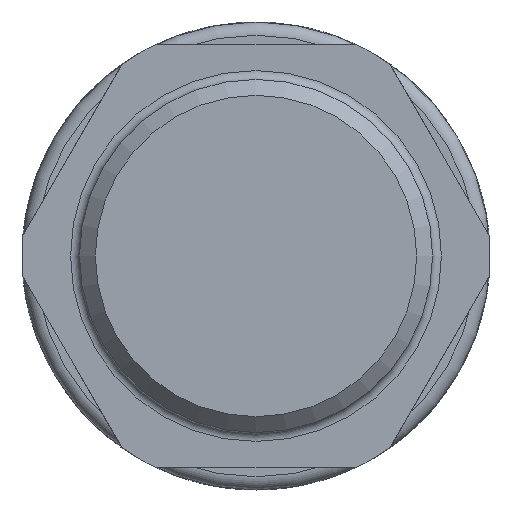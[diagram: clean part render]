
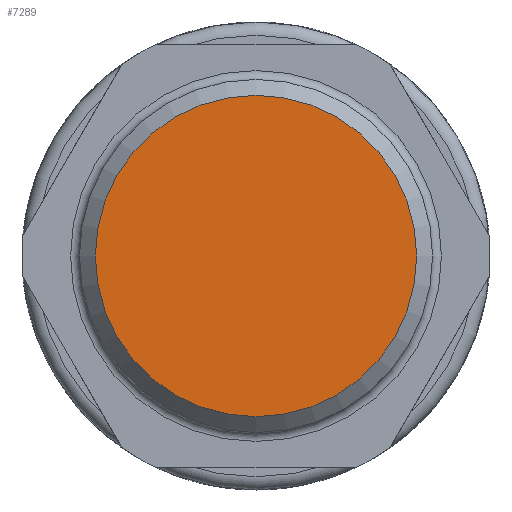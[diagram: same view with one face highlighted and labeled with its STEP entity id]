
A CAD part, left-side view. The second image highlights one B-rep face of the part: STEP entity #7289.
In plain terms, the highlighted planar face has unit normal (-1, 0, 0).
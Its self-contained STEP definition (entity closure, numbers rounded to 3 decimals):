
#1118=PLANE('',#7957);
#1354=FACE_OUTER_BOUND('',#1827,.T.);
#1827=EDGE_LOOP('',(#5247));
#2290=CIRCLE('',#7956,9.1);
#2938=VERTEX_POINT('',#12296);
#3786=EDGE_CURVE('',#2938,#2938,#2290,.T.);
#5247=ORIENTED_EDGE('',*,*,#3786,.T.);
#7289=ADVANCED_FACE('',(#1354),#1118,.T.);
#7956=AXIS2_PLACEMENT_3D('',#12297,#9445,#9446);
#7957=AXIS2_PLACEMENT_3D('',#12298,#9447,#9448);
#9445=DIRECTION('center_axis',(-1.,0.,0.));
#9446=DIRECTION('ref_axis',(0.,0.,
-1.));
#9447=DIRECTION('center_axis',(-1.,0.,0.));
#9448=DIRECTION('ref_axis',(0.,0.,
-1.));
#12296=CARTESIAN_POINT('',(-28.5,0.,9.1));
#12297=CARTESIAN_POINT('Origin',(-28.5,0.,
0.));
#12298=CARTESIAN_POINT('Origin',(-28.5,0.,
6.5));
